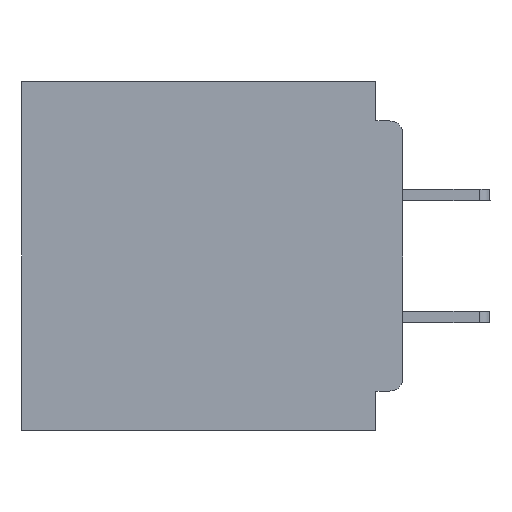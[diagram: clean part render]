
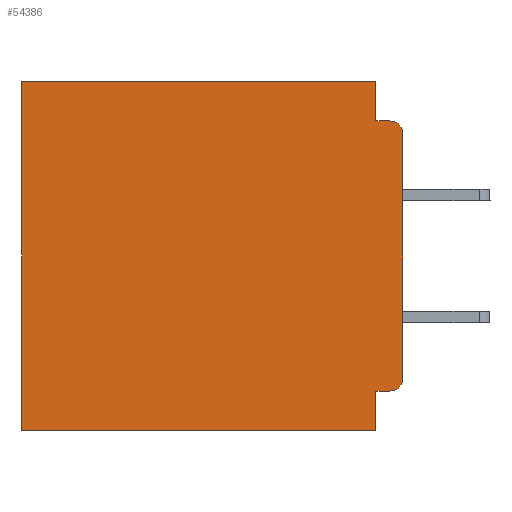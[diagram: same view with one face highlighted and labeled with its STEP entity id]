
A CAD part, left-side view. The second image highlights one B-rep face of the part: STEP entity #54386.
In plain terms, the highlighted planar face has unit normal (-1, 0, 0).
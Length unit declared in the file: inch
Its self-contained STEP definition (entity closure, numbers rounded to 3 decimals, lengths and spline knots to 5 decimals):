
#1240 = CARTESIAN_POINT ( 'NONE',  ( 0.3, 0.031, -0.355 ) ) ;
#2294 = DIRECTION ( 'NONE',  ( 0., 0., -1. ) ) ;
#2539 = VERTEX_POINT ( 'NONE', #54915 ) ;
#2547 = VERTEX_POINT ( 'NONE', #55251 ) ;
#2675 = CARTESIAN_POINT ( 'NONE',  ( 0.3, 0.031, -0.4 ) ) ;
#2781 = DIRECTION ( 'NONE',  ( 0., 1., 0. ) ) ;
#4727 = CARTESIAN_POINT ( 'NONE',  ( 0.3, 0.031, 0. ) ) ;
#5057 = AXIS2_PLACEMENT_3D ( 'NONE', #26791, #31705, #2294 ) ;
#5483 = VECTOR ( 'NONE', #41969, 39.37008 ) ;
#5632 = CARTESIAN_POINT ( 'NONE',  ( 0.3, 0.437, 0. ) ) ;
#6556 = ORIENTED_EDGE ( 'NONE', *, *, #57147, .F. ) ;
#7143 = VERTEX_POINT ( 'NONE', #5632 ) ;
#7597 = DIRECTION ( 'NONE',  ( 0., 1., 0. ) ) ;
#8570 = EDGE_CURVE ( 'NONE', #34854, #2539, #20097, .T. ) ;
#8629 = LINE ( 'NONE', #36990, #57614 ) ;
#9635 = EDGE_CURVE ( 'NONE', #7143, #36922, #36834, .T. ) ;
#12212 = EDGE_CURVE ( 'NONE', #24102, #56137, #24329, .T. ) ;
#14156 = LINE ( 'NONE', #24779, #25655 ) ;
#15242 = ORIENTED_EDGE ( 'NONE', *, *, #48293, .T. ) ;
#16594 = CARTESIAN_POINT ( 'NONE',  ( 0.3, 0.015, -0.045 ) ) ;
#17560 = CARTESIAN_POINT ( 'NONE',  ( 0.3, 0., -0.06 ) ) ;
#18312 = ORIENTED_EDGE ( 'NONE', *, *, #26556, .T. ) ;
#18910 = ORIENTED_EDGE ( 'NONE', *, *, #8570, .F. ) ;
#19271 = DIRECTION ( 'NONE',  ( -1., 0., 0. ) ) ;
#19765 = LINE ( 'NONE', #51879, #31231 ) ;
#19923 = CARTESIAN_POINT ( 'NONE',  ( 0.3, 0., -0.4 ) ) ;
#20097 = LINE ( 'NONE', #2675, #5483 ) ;
#20723 = CARTESIAN_POINT ( 'NONE',  ( 0.3, 0.015, -0.355 ) ) ;
#24006 = EDGE_LOOP ( 'NONE', ( #28444, #15242, #40034, #39864, #18312, #51230, #6556, #18910, #55172, #37254 ) ) ;
#24102 = VERTEX_POINT ( 'NONE', #31463 ) ;
#24329 = LINE ( 'NONE', #29594, #48831 ) ;
#24579 = LINE ( 'NONE', #19923, #61996 ) ;
#24779 = CARTESIAN_POINT ( 'NONE',  ( 0.3, 0., -0.4 ) ) ;
#24865 = DIRECTION ( 'NONE',  ( 0., 1., 0. ) ) ;
#25400 = CIRCLE ( 'NONE', #31910, 0.015 ) ;
#25655 = VECTOR ( 'NONE', #53868, 39.37008 ) ;
#26556 = EDGE_CURVE ( 'NONE', #2547, #7143, #8629, .T. ) ;
#26791 = CARTESIAN_POINT ( 'NONE',  ( 0.3, 0., -0.4 ) ) ;
#27052 = VECTOR ( 'NONE', #39022, 39.37008 ) ;
#27189 = DIRECTION ( 'NONE',  ( -1., 0., 0. ) ) ;
#28444 = ORIENTED_EDGE ( 'NONE', *, *, #41063, .F. ) ;
#29594 = CARTESIAN_POINT ( 'NONE',  ( 0.3, 0., -0.045 ) ) ;
#31231 = VECTOR ( 'NONE', #2781, 39.37008 ) ;
#31463 = CARTESIAN_POINT ( 'NONE',  ( 0.3, 0.031, -0.045 ) ) ;
#31705 = DIRECTION ( 'NONE',  ( 1., 0., 0. ) ) ;
#31910 = AXIS2_PLACEMENT_3D ( 'NONE', #48621, #19271, #53512 ) ;
#34537 = DIRECTION ( 'NONE',  ( 0., -1., 0. ) ) ;
#34854 = VERTEX_POINT ( 'NONE', #1240 ) ;
#36834 = LINE ( 'NONE', #57891, #46791 ) ;
#36922 = VERTEX_POINT ( 'NONE', #61067 ) ;
#36990 = CARTESIAN_POINT ( 'NONE',  ( 0.3, 0., 0. ) ) ;
#37254 = ORIENTED_EDGE ( 'NONE', *, *, #60897, .T. ) ;
#37843 = CIRCLE ( 'NONE', #39767, 0.015 ) ;
#39022 = DIRECTION ( 'NONE',  ( 0., 0., -1. ) ) ;
#39767 = AXIS2_PLACEMENT_3D ( 'NONE', #56483, #27189, #61367 ) ;
#39864 = ORIENTED_EDGE ( 'NONE', *, *, #52722, .F. ) ;
#40034 = ORIENTED_EDGE ( 'NONE', *, *, #12212, .F. ) ;
#40095 = LINE ( 'NONE', #4727, #27052 ) ;
#41063 = EDGE_CURVE ( 'NONE', #59154, #49363, #14156, .T. ) ;
#41969 = DIRECTION ( 'NONE',  ( 0., 0., -1. ) ) ;
#46791 = VECTOR ( 'NONE', #62777, 39.37008 ) ;
#47549 = FACE_OUTER_BOUND ( 'NONE', #24006, .T. ) ;
#48293 = EDGE_CURVE ( 'NONE', #59154, #56137, #25400, .T. ) ;
#48621 = CARTESIAN_POINT ( 'NONE',  ( 0.3, 0.015, -0.06 ) ) ;
#48831 = VECTOR ( 'NONE', #34537, 39.37008 ) ;
#49363 = VERTEX_POINT ( 'NONE', #62305 ) ;
#51230 = ORIENTED_EDGE ( 'NONE', *, *, #9635, .T. ) ;
#51879 = CARTESIAN_POINT ( 'NONE',  ( 0.3, 0., -0.355 ) ) ;
#52722 = EDGE_CURVE ( 'NONE', #2547, #24102, #40095, .T. ) ;
#53512 = DIRECTION ( 'NONE',  ( 0., 0., -1. ) ) ;
#53868 = DIRECTION ( 'NONE',  ( 0., 0., -1. ) ) ;
#54386 = ADVANCED_FACE ( 'NONE', ( #47549 ), #56068, .F. ) ;
#54915 = CARTESIAN_POINT ( 'NONE',  ( 0.3, 0.031, -0.4 ) ) ;
#55172 = ORIENTED_EDGE ( 'NONE', *, *, #55734, .F. ) ;
#55251 = CARTESIAN_POINT ( 'NONE',  ( 0.3, 0.031, 0. ) ) ;
#55734 = EDGE_CURVE ( 'NONE', #59566, #34854, #19765, .T. ) ;
#56068 = PLANE ( 'NONE',  #5057 ) ;
#56137 = VERTEX_POINT ( 'NONE', #16594 ) ;
#56483 = CARTESIAN_POINT ( 'NONE',  ( 0.3, 0.015, -0.34 ) ) ;
#57147 = EDGE_CURVE ( 'NONE', #2539, #36922, #24579, .T. ) ;
#57614 = VECTOR ( 'NONE', #7597, 39.37008 ) ;
#57891 = CARTESIAN_POINT ( 'NONE',  ( 0.3, 0.437, -0.4 ) ) ;
#59154 = VERTEX_POINT ( 'NONE', #17560 ) ;
#59566 = VERTEX_POINT ( 'NONE', #20723 ) ;
#60897 = EDGE_CURVE ( 'NONE', #59566, #49363, #37843, .T. ) ;
#61067 = CARTESIAN_POINT ( 'NONE',  ( 0.3, 0.437, -0.4 ) ) ;
#61367 = DIRECTION ( 'NONE',  ( 0., 0., -1. ) ) ;
#61996 = VECTOR ( 'NONE', #24865, 39.37008 ) ;
#62305 = CARTESIAN_POINT ( 'NONE',  ( 0.3, 0., -0.34 ) ) ;
#62777 = DIRECTION ( 'NONE',  ( 0., 0., -1. ) ) ;
